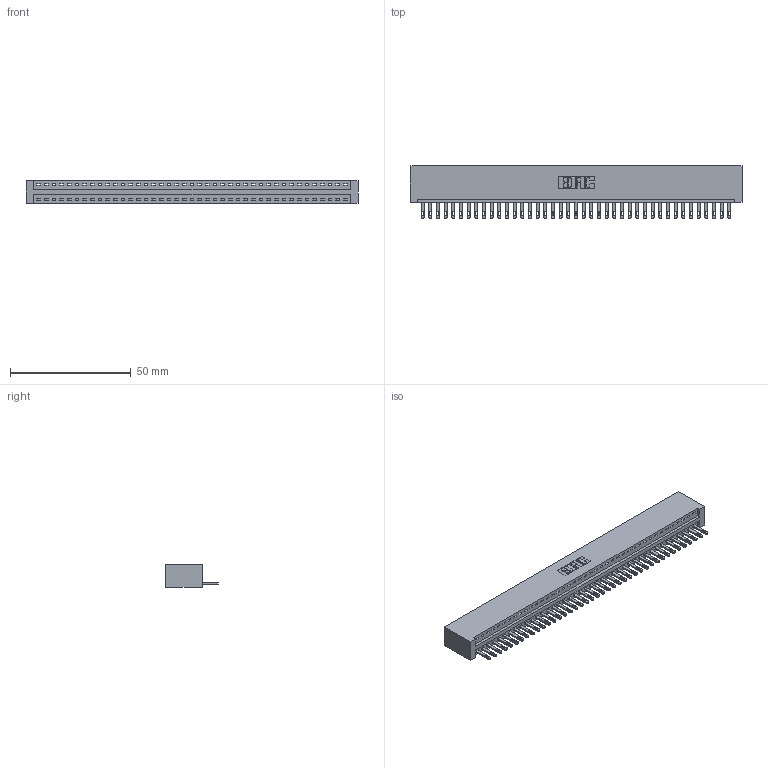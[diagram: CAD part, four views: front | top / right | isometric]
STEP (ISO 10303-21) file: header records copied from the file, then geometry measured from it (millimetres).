
FILE_DESCRIPTION (( 'STEP AP203' ), '1' );
FILE_NAME ('346-041-500-101.STEP', '2022-05-07T10:44:49', ( '' ), ( '' ), 'SwSTEP 2.0', 'SolidWorks 2020', '' );
FILE_SCHEMA (( 'CONFIG_CONTROL_DESIGN' ));
Length unit declared in the file: inch
Products named in the file (3): 345-292-001_345-293-100; 346-041-500-101; 346 Part_No Mounting Lugs
Assembly tree (42 placements, depth 2):
  346-041-500-101
    346 Part_No Mounting Lugs
    345-292-001_345-293-100  x41
Bounding box: 137.41 x 21.84 x 9.4 mm (x, y, z)
Volume: 13721.5 mm3; surface area: 17309.9 mm2
Topology: 42 solids, 42 shells, 2328 faces, 7193 edges, 4794 vertices
Faces by surface type: plane 1466, cylinder 862
Entity records: 25233 total; most frequent: CARTESIAN_POINT 4331, ORIENTED_EDGE 4306, DIRECTION 3819, EDGE_CURVE 2153, LINE 1861, VECTOR 1861, VERTEX_POINT 1434, AXIS2_PLACEMENT_3D 979
